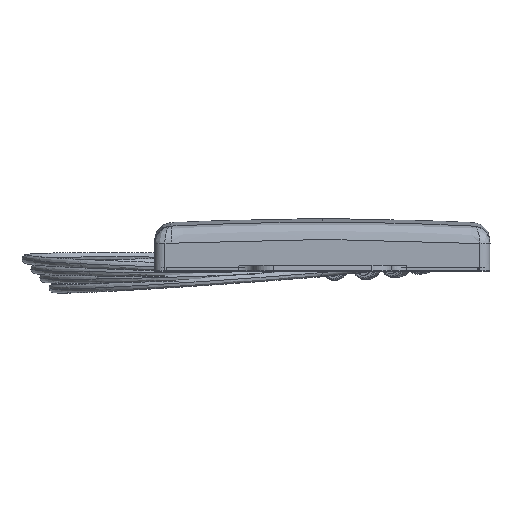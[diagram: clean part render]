
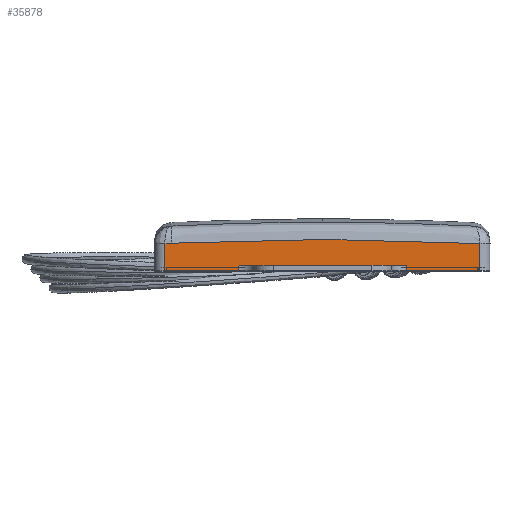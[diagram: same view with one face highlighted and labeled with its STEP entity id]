
A CAD part, top view. The second image highlights one B-rep face of the part: STEP entity #35878.
In plain terms, the highlighted planar face has unit normal (0, 0, 1).
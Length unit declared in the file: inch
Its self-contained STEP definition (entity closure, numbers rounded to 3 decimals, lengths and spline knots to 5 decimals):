
#205 = CARTESIAN_POINT ( 'NONE',  ( -3.45472, 0.55264, 3.84843 ) ) ;
#272 = EDGE_LOOP ( 'NONE', ( #18528, #23939, #430, #15925, #29452, #35972, #7480, #31836, #34005 ) ) ;
#430 = ORIENTED_EDGE ( 'NONE', *, *, #18853, .T. ) ;
#466 = VECTOR ( 'NONE', #16120, 39.37008 ) ;
#524 = CARTESIAN_POINT ( 'NONE',  ( -3.84843, 0.03937, 3.84843 ) ) ;
#700 = PLANE ( 'NONE',  #13423 ) ;
#1124 = LINE ( 'NONE', #14481, #15086 ) ;
#2041 = VERTEX_POINT ( 'NONE', #24642 ) ;
#3130 = LINE ( 'NONE', #10666, #24479 ) ;
#3504 = DIRECTION ( 'NONE',  ( 0., 0., 1. ) ) ;
#4957 = CARTESIAN_POINT ( 'NONE',  ( 3.6122, 0., 3.84843 ) ) ;
#6069 = CARTESIAN_POINT ( 'NONE',  ( -3.6122, -0.07874, 3.84843 ) ) ;
#6072 = CARTESIAN_POINT ( 'NONE',  ( -3.45472, 0.55264, 3.84843 ) ) ;
#6136 = DIRECTION ( 'NONE',  ( 1., 0., 0. ) ) ;
#6188 = CARTESIAN_POINT ( 'NONE',  ( 1.25728, 0.63658, 3.84843 ) ) ;
#7480 = ORIENTED_EDGE ( 'NONE', *, *, #23992, .T. ) ;
#9005 = CARTESIAN_POINT ( 'NONE',  ( 3.6122, 0.54452, 3.84842 ) ) ;
#9112 = B_SPLINE_CURVE_WITH_KNOTS ( 'NONE', 3,
 ( #33997, #11736, #14577, #34122 ),
 .UNSPECIFIED., .F., .F.,
 ( 4, 4 ),
 ( 0., 1. ),
 .UNSPECIFIED. ) ;
#9673 = VECTOR ( 'NONE', #21798, 39.37008 ) ;
#9810 = LINE ( 'NONE', #524, #16362 ) ;
#10666 = CARTESIAN_POINT ( 'NONE',  ( -3.6122, 0., 3.84843 ) ) ;
#11736 = CARTESIAN_POINT ( 'NONE',  ( -3.50715, 0.55, 3.84843 ) ) ;
#13165 = CARTESIAN_POINT ( 'NONE',  ( 3.6122, -0.07874, 3.84843 ) ) ;
#13423 = AXIS2_PLACEMENT_3D ( 'NONE', #14383, #3504, #23017 ) ;
#13511 = DIRECTION ( 'NONE',  ( 0., -1., 0. ) ) ;
#13668 = VERTEX_POINT ( 'NONE', #13165 ) ;
#13984 = LINE ( 'NONE', #17309, #34544 ) ;
#14276 = LINE ( 'NONE', #32729, #20817 ) ;
#14383 = CARTESIAN_POINT ( 'NONE',  ( -3.84843, 0., 3.84843 ) ) ;
#14481 = CARTESIAN_POINT ( 'NONE',  ( 1.93995, 0.03937, 3.84843 ) ) ;
#14524 = VERTEX_POINT ( 'NONE', #29480 ) ;
#14577 = CARTESIAN_POINT ( 'NONE',  ( -3.55964, 0.5473, 3.84843 ) ) ;
#14719 = VERTEX_POINT ( 'NONE', #27373 ) ;
#14827 = EDGE_CURVE ( 'NONE', #14719, #2041, #9810, .T. ) ;
#15086 = VECTOR ( 'NONE', #17273, 39.37008 ) ;
#15925 = ORIENTED_EDGE ( 'NONE', *, *, #21012, .T. ) ;
#16090 = CARTESIAN_POINT ( 'NONE',  ( -3.6122, 0.54453, 3.84842 ) ) ;
#16120 = DIRECTION ( 'NONE',  ( 1., 0., 0. ) ) ;
#16362 = VECTOR ( 'NONE', #6136, 39.37008 ) ;
#16489 = CARTESIAN_POINT ( 'NONE',  ( -3.84843, -0.07874, 3.84843 ) ) ;
#17273 = DIRECTION ( 'NONE',  ( 0.036, -0.999, 0. ) ) ;
#17308 = CARTESIAN_POINT ( 'NONE',  ( -2.27799, 0.61179, 3.84843 ) ) ;
#17309 = CARTESIAN_POINT ( 'NONE',  ( -3.84843, -0.07874, 3.84843 ) ) ;
#18528 = ORIENTED_EDGE ( 'NONE', *, *, #23159, .T. ) ;
#18823 = LINE ( 'NONE', #4957, #9673 ) ;
#18853 = EDGE_CURVE ( 'NONE', #2041, #24896, #1124, .T. ) ;
#20817 = VECTOR ( 'NONE', #27112, 39.37008 ) ;
#21012 = EDGE_CURVE ( 'NONE', #24896, #13668, #13984, .T. ) ;
#21432 = CARTESIAN_POINT ( 'NONE',  ( 1.9442, -0.07874, 3.84843 ) ) ;
#21798 = DIRECTION ( 'NONE',  ( 0., 1., 0. ) ) ;
#22429 = VERTEX_POINT ( 'NONE', #16090 ) ;
#22896 = CARTESIAN_POINT ( 'NONE',  ( -1.09957, 0.63917, 3.84843 ) ) ;
#23017 = DIRECTION ( 'NONE',  ( 1., 0., 0. ) ) ;
#23159 = EDGE_CURVE ( 'NONE', #14524, #14719, #14276, .T. ) ;
#23939 = ORIENTED_EDGE ( 'NONE', *, *, #14827, .T. ) ;
#23992 = EDGE_CURVE ( 'NONE', #35801, #22429, #9112, .T. ) ;
#24479 = VECTOR ( 'NONE', #13511, 39.37008 ) ;
#24642 = CARTESIAN_POINT ( 'NONE',  ( 1.93995, 0.03937, 3.84843 ) ) ;
#24665 = VERTEX_POINT ( 'NONE', #34576 ) ;
#24896 = VERTEX_POINT ( 'NONE', #21432 ) ;
#24948 = EDGE_CURVE ( 'NONE', #13668, #24665, #18823, .T. ) ;
#24965 = EDGE_CURVE ( 'NONE', #22429, #27922, #3130, .T. ) ;
#25434 = B_SPLINE_CURVE_WITH_KNOTS ( 'NONE', 3,
 ( #6072, #17308, #22896, #6188, #25717, #9005 ),
 .UNSPECIFIED., .F., .F.,
 ( 4, 2, 4 ),
 ( 0., 0.5, 1. ),
 .UNSPECIFIED. ) ;
#25717 = CARTESIAN_POINT ( 'NONE',  ( 2.43562, 0.60652, 3.84843 ) ) ;
#25737 = EDGE_CURVE ( 'NONE', #27922, #14524, #29312, .T. ) ;
#26410 = EDGE_CURVE ( 'NONE', #35801, #24665, #25434, .T. ) ;
#27112 = DIRECTION ( 'NONE',  ( 0.036, 0.999, 0. ) ) ;
#27373 = CARTESIAN_POINT ( 'NONE',  ( -1.91239, 0.03937, 3.84843 ) ) ;
#27922 = VERTEX_POINT ( 'NONE', #6069 ) ;
#29312 = LINE ( 'NONE', #16489, #466 ) ;
#29452 = ORIENTED_EDGE ( 'NONE', *, *, #24948, .T. ) ;
#29480 = CARTESIAN_POINT ( 'NONE',  ( -1.91664, -0.07874, 3.84843 ) ) ;
#31836 = ORIENTED_EDGE ( 'NONE', *, *, #24965, .T. ) ;
#32729 = CARTESIAN_POINT ( 'NONE',  ( -1.91664, -0.07874, 3.84843 ) ) ;
#33997 = CARTESIAN_POINT ( 'NONE',  ( -3.45472, 0.55264, 3.84843 ) ) ;
#34005 = ORIENTED_EDGE ( 'NONE', *, *, #25737, .T. ) ;
#34052 = DIRECTION ( 'NONE',  ( 1., 0., 0. ) ) ;
#34122 = CARTESIAN_POINT ( 'NONE',  ( -3.6122, 0.54453, 3.84842 ) ) ;
#34544 = VECTOR ( 'NONE', #34052, 39.37008 ) ;
#34576 = CARTESIAN_POINT ( 'NONE',  ( 3.6122, 0.54452, 3.84842 ) ) ;
#35801 = VERTEX_POINT ( 'NONE', #205 ) ;
#35878 = ADVANCED_FACE ( 'NONE', ( #35989 ), #700, .T. ) ;
#35972 = ORIENTED_EDGE ( 'NONE', *, *, #26410, .F. ) ;
#35989 = FACE_OUTER_BOUND ( 'NONE', #272, .T. ) ;
